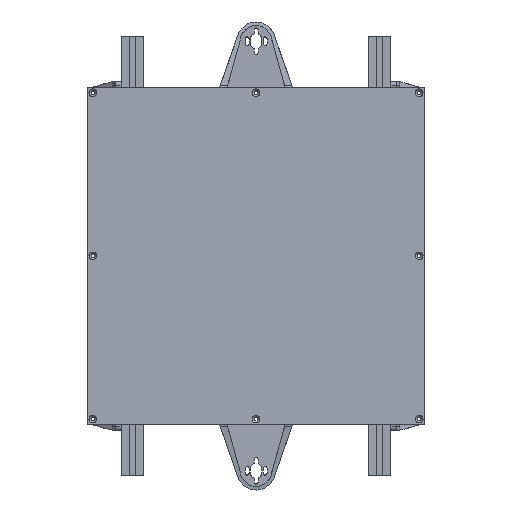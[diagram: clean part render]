
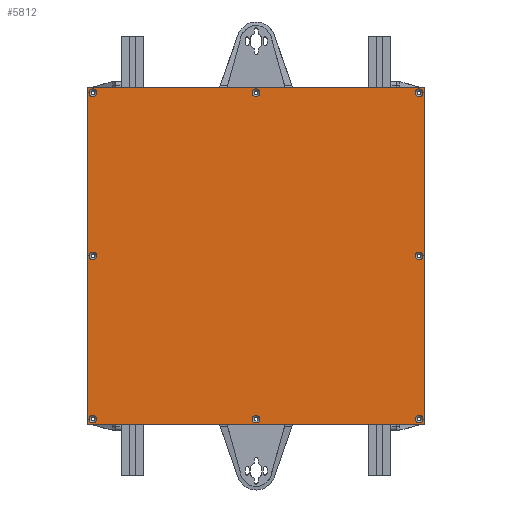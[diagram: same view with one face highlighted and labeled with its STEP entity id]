
A CAD part, top view. The second image highlights one B-rep face of the part: STEP entity #5812.
In plain terms, the highlighted planar face has unit normal (0, 0, 1).
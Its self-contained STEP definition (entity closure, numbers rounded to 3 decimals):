
#212=FACE_BOUND('',#785,.T.);
#213=FACE_BOUND('',#786,.T.);
#214=FACE_BOUND('',#787,.T.);
#215=FACE_BOUND('',#788,.T.);
#216=FACE_BOUND('',#789,.T.);
#217=FACE_BOUND('',#790,.T.);
#218=FACE_BOUND('',#791,.T.);
#219=FACE_BOUND('',#792,.T.);
#262=PLANE('',#6176);
#475=FACE_OUTER_BOUND('',#784,.T.);
#784=EDGE_LOOP('',(#4063,#4064,#4065,#4066));
#785=EDGE_LOOP('',(#4067));
#786=EDGE_LOOP('',(#4068));
#787=EDGE_LOOP('',(#4069));
#788=EDGE_LOOP('',(#4070));
#789=EDGE_LOOP('',(#4071));
#790=EDGE_LOOP('',(#4072));
#791=EDGE_LOOP('',(#4073));
#792=EDGE_LOOP('',(#4074));
#1143=LINE('',#8364,#1798);
#1144=LINE('',#8366,#1799);
#1145=LINE('',#8368,#1800);
#1146=LINE('',#8369,#1801);
#1798=VECTOR('',#6693,10.);
#1799=VECTOR('',#6694,10.);
#1800=VECTOR('',#6695,10.);
#1801=VECTOR('',#6696,10.);
#2452=CIRCLE('',#6174,3.5);
#2454=CIRCLE('',#6177,3.5);
#2455=CIRCLE('',#6178,3.5);
#2456=CIRCLE('',#6179,3.5);
#2457=CIRCLE('',#6180,3.5);
#2458=CIRCLE('',#6181,3.5);
#2459=CIRCLE('',#6182,3.5);
#2460=CIRCLE('',#6183,3.5);
#2620=VERTEX_POINT('',#8356);
#2622=VERTEX_POINT('',#8362);
#2623=VERTEX_POINT('',#8363);
#2624=VERTEX_POINT('',#8365);
#2625=VERTEX_POINT('',#8367);
#2626=VERTEX_POINT('',#8370);
#2627=VERTEX_POINT('',#8372);
#2628=VERTEX_POINT('',#8374);
#2629=VERTEX_POINT('',#8376);
#2630=VERTEX_POINT('',#8378);
#2631=VERTEX_POINT('',#8380);
#2632=VERTEX_POINT('',#8382);
#3192=EDGE_CURVE('',#2620,#2620,#2452,.T.);
#3195=EDGE_CURVE('',#2622,#2623,#1143,.T.);
#3196=EDGE_CURVE('',#2623,#2624,#1144,.T.);
#3197=EDGE_CURVE('',#2624,#2625,#1145,.T.);
#3198=EDGE_CURVE('',#2625,#2622,#1146,.T.);
#3199=EDGE_CURVE('',#2626,#2626,#2454,.T.);
#3200=EDGE_CURVE('',#2627,#2627,#2455,.T.);
#3201=EDGE_CURVE('',#2628,#2628,#2456,.T.);
#3202=EDGE_CURVE('',#2629,#2629,#2457,.T.);
#3203=EDGE_CURVE('',#2630,#2630,#2458,.T.);
#3204=EDGE_CURVE('',#2631,#2631,#2459,.T.);
#3205=EDGE_CURVE('',#2632,#2632,#2460,.T.);
#4063=ORIENTED_EDGE('',*,*,#3195,.T.);
#4064=ORIENTED_EDGE('',*,*,#3196,.T.);
#4065=ORIENTED_EDGE('',*,*,#3197,.T.);
#4066=ORIENTED_EDGE('',*,*,#3198,.T.);
#4067=ORIENTED_EDGE('',*,*,#3199,.F.);
#4068=ORIENTED_EDGE('',*,*,#3200,.F.);
#4069=ORIENTED_EDGE('',*,*,#3201,.F.);
#4070=ORIENTED_EDGE('',*,*,#3202,.F.);
#4071=ORIENTED_EDGE('',*,*,#3203,.F.);
#4072=ORIENTED_EDGE('',*,*,#3204,.F.);
#4073=ORIENTED_EDGE('',*,*,#3205,.F.);
#4074=ORIENTED_EDGE('',*,*,#3192,.F.);
#5812=ADVANCED_FACE('',(#475,#212,#213,#214,#215,#216,#217,#218,#219),#262,
 .T.);
#6174=AXIS2_PLACEMENT_3D('',#8357,#6686,#6687);
#6176=AXIS2_PLACEMENT_3D('',#8361,#6691,#6692);
#6177=AXIS2_PLACEMENT_3D('',#8371,#6697,#6698);
#6178=AXIS2_PLACEMENT_3D('',#8373,#6699,#6700);
#6179=AXIS2_PLACEMENT_3D('',#8375,#6701,#6702);
#6180=AXIS2_PLACEMENT_3D('',#8377,#6703,#6704);
#6181=AXIS2_PLACEMENT_3D('',#8379,#6705,#6706);
#6182=AXIS2_PLACEMENT_3D('',#8381,#6707,#6708);
#6183=AXIS2_PLACEMENT_3D('',#8383,#6709,#6710);
#6686=DIRECTION('center_axis',(0.,0.,1.));
#6687=DIRECTION('ref_axis',(-1.,0.,0.));
#6691=DIRECTION('center_axis',(0.,0.,1.));
#6692=DIRECTION('ref_axis',(0.,1.,0.));
#6693=DIRECTION('',(-1.,0.,0.));
#6694=DIRECTION('',(0.,-1.,0.));
#6695=DIRECTION('',(1.,0.,0.));
#6696=DIRECTION('',(0.,1.,0.));
#6697=DIRECTION('center_axis',(0.,0.,1.));
#6698=DIRECTION('ref_axis',(-1.,0.,0.));
#6699=DIRECTION('center_axis',(0.,0.,1.));
#6700=DIRECTION('ref_axis',(-1.,0.,0.));
#6701=DIRECTION('center_axis',(0.,0.,1.));
#6702=DIRECTION('ref_axis',(-1.,0.,0.));
#6703=DIRECTION('center_axis',(0.,0.,1.));
#6704=DIRECTION('ref_axis',(-1.,0.,0.));
#6705=DIRECTION('center_axis',(0.,0.,1.));
#6706=DIRECTION('ref_axis',(-1.,0.,0.));
#6707=DIRECTION('center_axis',(0.,0.,1.));
#6708=DIRECTION('ref_axis',(-1.,0.,0.));
#6709=DIRECTION('center_axis',(0.,0.,1.));
#6710=DIRECTION('ref_axis',(-1.,0.,0.));
#8356=CARTESIAN_POINT('',(153.5,295.,3.));
#8357=CARTESIAN_POINT('Origin',(150.,295.,3.));
#8361=CARTESIAN_POINT('Origin',(150.,150.,3.));
#8362=CARTESIAN_POINT('',(300.,300.,3.));
#8363=CARTESIAN_POINT('',(0.,300.,3.));
#8364=CARTESIAN_POINT('',(150.,300.,3.));
#8365=CARTESIAN_POINT('',(0.,0.,3.));
#8366=CARTESIAN_POINT('',(0.,150.,3.));
#8367=CARTESIAN_POINT('',(300.,0.,3.));
#8368=CARTESIAN_POINT('',(150.,0.,3.));
#8369=CARTESIAN_POINT('',(300.,150.,3.));
#8370=CARTESIAN_POINT('',(298.5,295.,3.));
#8371=CARTESIAN_POINT('Origin',(295.,295.,3.));
#8372=CARTESIAN_POINT('',(298.5,5.,3.));
#8373=CARTESIAN_POINT('Origin',(295.,5.,3.));
#8374=CARTESIAN_POINT('',(8.5,5.,3.));
#8375=CARTESIAN_POINT('Origin',(5.,5.,3.));
#8376=CARTESIAN_POINT('',(8.5,295.,3.));
#8377=CARTESIAN_POINT('Origin',(5.,295.,3.));
#8378=CARTESIAN_POINT('',(8.5,150.,3.));
#8379=CARTESIAN_POINT('Origin',(5.,150.,3.));
#8380=CARTESIAN_POINT('',(153.5,5.,3.));
#8381=CARTESIAN_POINT('Origin',(150.,5.,3.));
#8382=CARTESIAN_POINT('',(298.5,150.,3.));
#8383=CARTESIAN_POINT('Origin',(295.,150.,3.));
